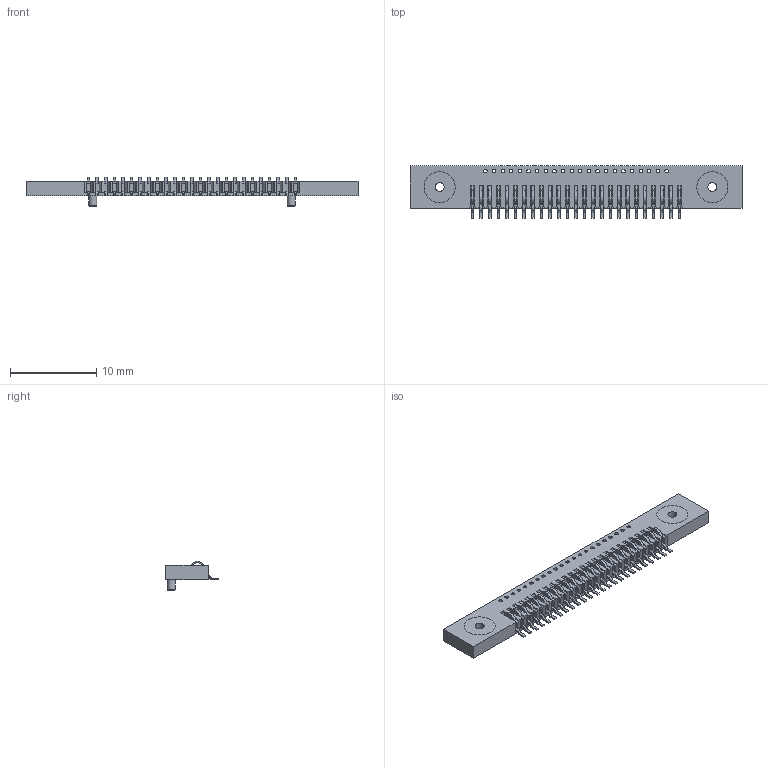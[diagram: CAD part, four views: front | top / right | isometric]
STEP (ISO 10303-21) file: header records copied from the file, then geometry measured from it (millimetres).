
FILE_DESCRIPTION(/* description */ ('STEP AP214'),/* implementation_level */ '2;1');
FILE_NAME(/* name */ 'SEI-125-02-G-S-E-AB-TR',/* time_stamp */ '2025-04-03T09:48:50+02:00',/* author */ ('License CC BY-ND 4.0'),/* organization */ ('CADENAS'),/* preprocessor_version */ 'ST-DEVELOPER v19.3',/* originating_system */ 'PARTsolutions',/* authorisation */ ' ');
FILE_SCHEMA (('AUTOMOTIVE_DESIGN {1 0 10303 214 3 1 1}'));
Length unit declared in the file: inch
Products named in the file (4): SEI-125-02-G-S-E-AB-TR; SEI-25-02-G-S-E-AB-TR_t; SEI-25-02-G-S-E-AB-TR_p; SEI-25-02-G-S-E-AB-TR_i
Assembly tree (4 placements, depth 2):
  SEI-125-02-G-S-E-AB-TR
    SEI-25-02-G-S-E-AB-TR_t
    SEI-25-02-G-S-E-AB-TR_p
    SEI-25-02-G-S-E-AB-TR_i  x2
Bounding box: 38.48 x 6.1 x 3.38 mm (x, y, z)
Volume: 280.4 mm3; surface area: 1118.6 mm2
Topology: 4 solids, 4 shells, 1008 faces, 2982 edges, 1988 vertices
Faces by surface type: plane 604, cylinder 402, cone 2
Full cylindrical faces by diameter (mm): 0.889 x2, 1.05 x2, 3.607 x4, 4.318 x4
Entity records: 33853 total; most frequent: CARTESIAN_POINT 5947, ORIENTED_EDGE 5920, DIRECTION 5870, EDGE_CURVE 2960, LINE 2064, VECTOR 2064, VERTEX_POINT 1980, AXIS2_PLACEMENT_3D 1903
